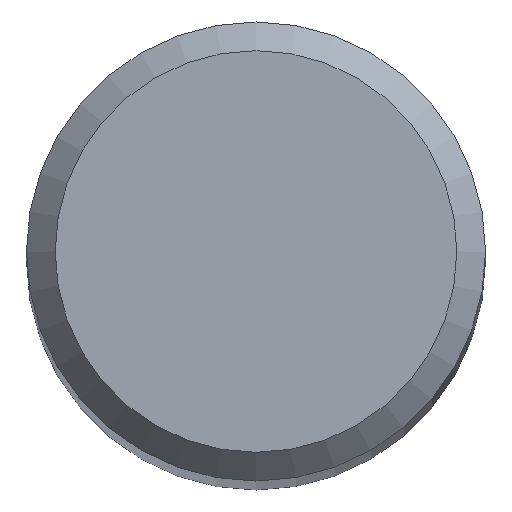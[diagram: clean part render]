
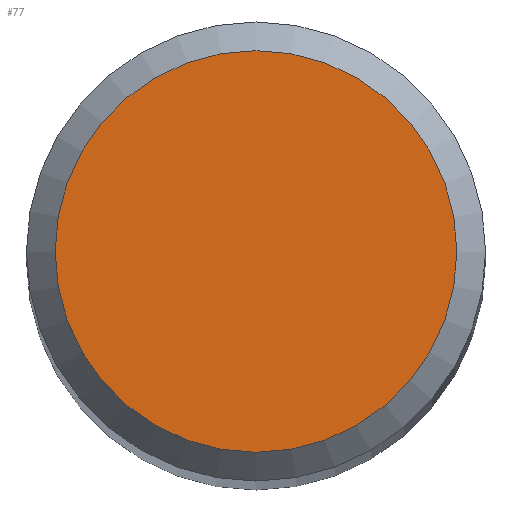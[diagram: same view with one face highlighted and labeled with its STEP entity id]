
A CAD part, top view. The second image highlights one B-rep face of the part: STEP entity #77.
In plain terms, the highlighted planar face has unit normal (0, 0, 1).
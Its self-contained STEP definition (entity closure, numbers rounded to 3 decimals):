
#24=PLANE('',#101);
#30=FACE_OUTER_BOUND('',#35,.T.);
#35=EDGE_LOOP('',(#70));
#45=CIRCLE('',#100,3.5);
#49=VERTEX_POINT('',#147);
#55=EDGE_CURVE('',#49,#49,#45,.T.);
#70=ORIENTED_EDGE('',*,*,#55,.F.);
#77=ADVANCED_FACE('',(#30),#24,.T.);
#100=AXIS2_PLACEMENT_3D('',#148,#124,#125);
#101=AXIS2_PLACEMENT_3D('',#150,#127,#128);
#124=DIRECTION('center_axis',(0.,0.,-1.));
#125=DIRECTION('ref_axis',(1.,0.,0.));
#127=DIRECTION('center_axis',(0.,0.,1.));
#128=DIRECTION('ref_axis',(1.,0.,0.));
#147=CARTESIAN_POINT('',(-3.5,0.,90.));
#148=CARTESIAN_POINT('Origin',(0.,0.,90.));
#150=CARTESIAN_POINT('Origin',(0.,0.,90.));
